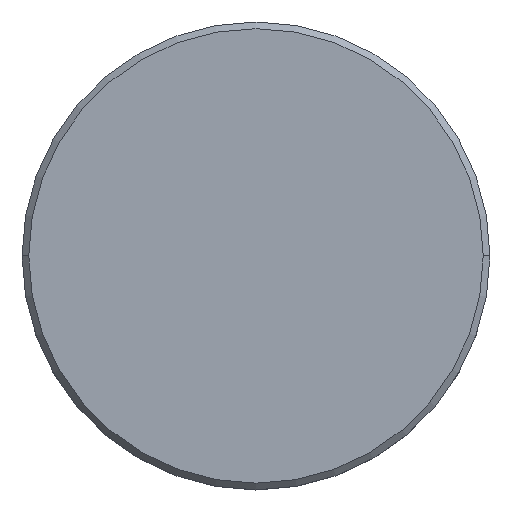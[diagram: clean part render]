
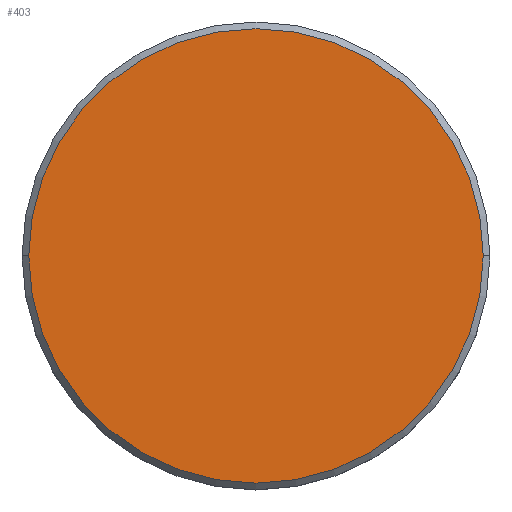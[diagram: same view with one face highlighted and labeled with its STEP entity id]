
A CAD part, top view. The second image highlights one B-rep face of the part: STEP entity #403.
In plain terms, the highlighted planar face has unit normal (0, 0, 1).
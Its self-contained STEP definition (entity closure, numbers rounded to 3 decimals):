
#25 = DIRECTION ( 'NONE',  ( 0., 0., 1. ) ) ;
#28 = DIRECTION ( 'NONE',  ( 1., 0., 0. ) ) ;
#36 = CARTESIAN_POINT ( 'NONE',  ( -17., 0., 0. ) ) ;
#42 = EDGE_CURVE ( 'NONE', #622, #1033, #1120, .T. ) ;
#195 = DIRECTION ( 'NONE',  ( 0., 0., 1. ) ) ;
#198 = EDGE_LOOP ( 'NONE', ( #273, #365 ) ) ;
#225 = CARTESIAN_POINT ( 'NONE',  ( 0., 0., 0. ) ) ;
#245 = CARTESIAN_POINT ( 'NONE',  ( 17., 0., 0. ) ) ;
#253 = AXIS2_PLACEMENT_3D ( 'NONE', #225, #25, #391 ) ;
#273 = ORIENTED_EDGE ( 'NONE', *, *, #915, .T. ) ;
#365 = ORIENTED_EDGE ( 'NONE', *, *, #42, .T. ) ;
#391 = DIRECTION ( 'NONE',  ( 1., 0., 0. ) ) ;
#403 = ADVANCED_FACE ( 'NONE', ( #999 ), #1162, .T. ) ;
#433 = CIRCLE ( 'NONE', #521, 17. ) ;
#521 = AXIS2_PLACEMENT_3D ( 'NONE', #548, #843, #28 ) ;
#539 = DIRECTION ( 'NONE',  ( 1., 0., 0. ) ) ;
#548 = CARTESIAN_POINT ( 'NONE',  ( 0., 0., 0. ) ) ;
#622 = VERTEX_POINT ( 'NONE', #245 ) ;
#843 = DIRECTION ( 'NONE',  ( 0., 0., 1. ) ) ;
#915 = EDGE_CURVE ( 'NONE', #1033, #622, #433, .T. ) ;
#989 = CARTESIAN_POINT ( 'NONE',  ( 0., 0., 0. ) ) ;
#999 = FACE_OUTER_BOUND ( 'NONE', #198, .T. ) ;
#1004 = AXIS2_PLACEMENT_3D ( 'NONE', #989, #195, #539 ) ;
#1033 = VERTEX_POINT ( 'NONE', #36 ) ;
#1120 = CIRCLE ( 'NONE', #253, 17. ) ;
#1162 = PLANE ( 'NONE',  #1004 ) ;
